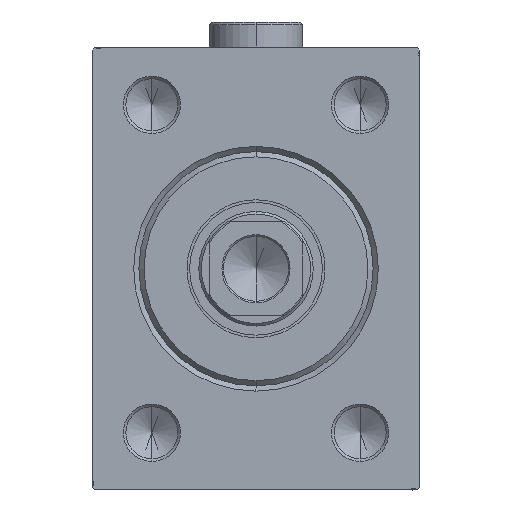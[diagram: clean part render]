
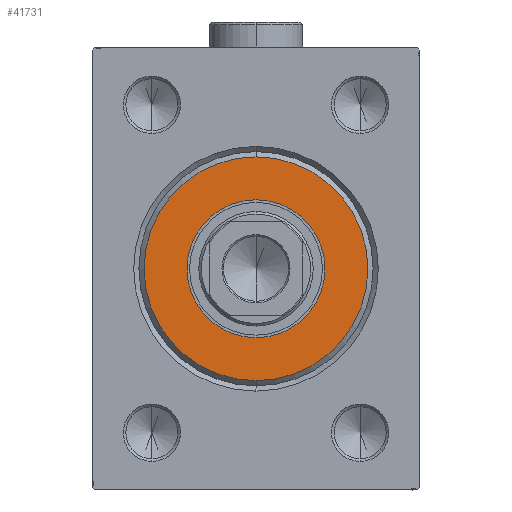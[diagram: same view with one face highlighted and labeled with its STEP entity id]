
A CAD part, left-side view. The second image highlights one B-rep face of the part: STEP entity #41731.
In plain terms, the highlighted face is planar.
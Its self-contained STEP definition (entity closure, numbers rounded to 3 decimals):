
#1181 = CARTESIAN_POINT ( 'NONE',  ( 3., 0., 0. ) ) ;
#1632 = DIRECTION ( 'NONE',  ( 0., 0., -1. ) ) ;
#2577 = CARTESIAN_POINT ( 'NONE',  ( 3., 0., 0. ) ) ;
#2849 = CARTESIAN_POINT ( 'NONE',  ( 3., 0., 0. ) ) ;
#3855 = ORIENTED_EDGE ( 'NONE', *, *, #25204, .T. ) ;
#5493 = AXIS2_PLACEMENT_3D ( 'NONE', #20359, #41580, #9996 ) ;
#6251 = DIRECTION ( 'NONE',  ( 1., 0., 0. ) ) ;
#6296 = PLANE ( 'NONE',  #5493 ) ;
#6456 = VERTEX_POINT ( 'NONE', #26937 ) ;
#7781 = CARTESIAN_POINT ( 'NONE',  ( 3., 0., 13.25 ) ) ;
#8409 = CIRCLE ( 'NONE', #39332, 13.25 ) ;
#9996 = DIRECTION ( 'NONE',  ( 0., 0., -1. ) ) ;
#10532 = ORIENTED_EDGE ( 'NONE', *, *, #40293, .F. ) ;
#18616 = ORIENTED_EDGE ( 'NONE', *, *, #44997, .F. ) ;
#18920 = DIRECTION ( 'NONE',  ( 1., 0., 0. ) ) ;
#19420 = DIRECTION ( 'NONE',  ( 0., 0., -1. ) ) ;
#20008 = AXIS2_PLACEMENT_3D ( 'NONE', #24876, #21179, #20735 ) ;
#20359 = CARTESIAN_POINT ( 'NONE',  ( 3., 0., 0. ) ) ;
#20396 = VERTEX_POINT ( 'NONE', #38761 ) ;
#20735 = DIRECTION ( 'NONE',  ( 0., 0., -1. ) ) ;
#21179 = DIRECTION ( 'NONE',  ( 1., 0., 0. ) ) ;
#23237 = VERTEX_POINT ( 'NONE', #24335 ) ;
#24335 = CARTESIAN_POINT ( 'NONE',  ( 3., 0., -13.25 ) ) ;
#24876 = CARTESIAN_POINT ( 'NONE',  ( 3., 0., 0. ) ) ;
#25204 = EDGE_CURVE ( 'NONE', #20396, #6456, #31625, .T. ) ;
#26937 = CARTESIAN_POINT ( 'NONE',  ( 3., 0., 21.5 ) ) ;
#27265 = EDGE_LOOP ( 'NONE', ( #40608, #3855 ) ) ;
#27534 = DIRECTION ( 'NONE',  ( 1., 0., 0. ) ) ;
#31625 = CIRCLE ( 'NONE', #41160, 21.5 ) ;
#31729 = VERTEX_POINT ( 'NONE', #7781 ) ;
#34342 = EDGE_CURVE ( 'NONE', #6456, #20396, #42829, .T. ) ;
#38119 = DIRECTION ( 'NONE',  ( 0., 0., -1. ) ) ;
#38573 = FACE_BOUND ( 'NONE', #42435, .T. ) ;
#38761 = CARTESIAN_POINT ( 'NONE',  ( 3., 0., -21.5 ) ) ;
#39332 = AXIS2_PLACEMENT_3D ( 'NONE', #2849, #27534, #38119 ) ;
#40293 = EDGE_CURVE ( 'NONE', #31729, #23237, #8409, .T. ) ;
#40608 = ORIENTED_EDGE ( 'NONE', *, *, #34342, .T. ) ;
#41160 = AXIS2_PLACEMENT_3D ( 'NONE', #2577, #6251, #19420 ) ;
#41580 = DIRECTION ( 'NONE',  ( 1., 0., 0. ) ) ;
#41731 = ADVANCED_FACE ( 'NONE', ( #45255, #38573 ), #6296, .T. ) ;
#41776 = AXIS2_PLACEMENT_3D ( 'NONE', #1181, #18920, #1632 ) ;
#42435 = EDGE_LOOP ( 'NONE', ( #18616, #10532 ) ) ;
#42495 = CIRCLE ( 'NONE', #41776, 13.25 ) ;
#42829 = CIRCLE ( 'NONE', #20008, 21.5 ) ;
#44997 = EDGE_CURVE ( 'NONE', #23237, #31729, #42495, .T. ) ;
#45255 = FACE_OUTER_BOUND ( 'NONE', #27265, .T. ) ;
